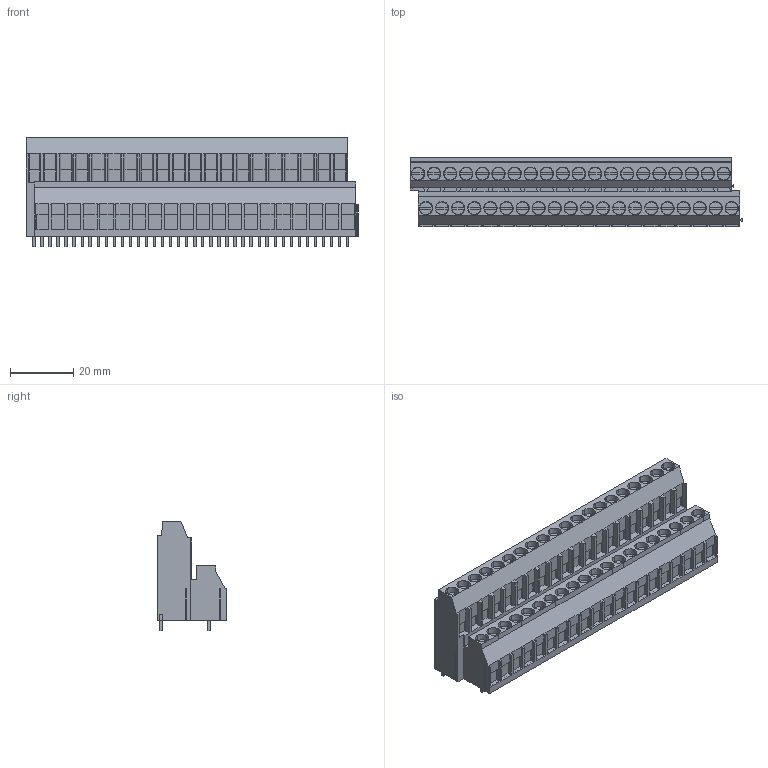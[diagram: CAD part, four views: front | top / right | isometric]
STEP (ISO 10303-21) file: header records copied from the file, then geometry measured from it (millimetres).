
FILE_DESCRIPTION(('CATIA V5 STEP','CAx-IF Rec.Pracs.--- Model Styling and Organization---1.4--- 2014-01-23'),'2;1');
FILE_NAME ('D1460981_1', '2024-03-18T12:50:43+00:00', ('none'), ('Weidmueller'), 'CATIA Version 5-6 Release 2016 SP3 HF44', 'CATIA V5 STEP AP214', 'none');
FILE_SCHEMA(('AUTOMOTIVE_DESIGN { 1 0 10303 214 1 1 1 1 }'));
Products named in the file (1): 1977640000
Bounding box: 104.79 x 21.94 x 34.47 mm (x, y, z)
Volume: 43272.6 mm3; surface area: 20426.6 mm2
Topology: 81 solids, 81 shells, 2212 faces, 6360 edges, 4351 vertices
Faces by surface type: plane 2052, cylinder 160
Entity records: 65808 total; most frequent: ORIENTED_EDGE 12720, CARTESIAN_POINT 12651, DIRECTION 8183, EDGE_CURVE 6360, VECTOR 5609, LINE 5609, VERTEX_POINT 4351, EDGE_LOOP 2253
